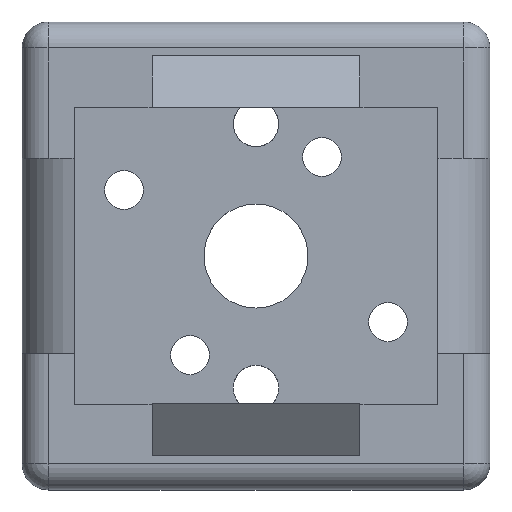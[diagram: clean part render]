
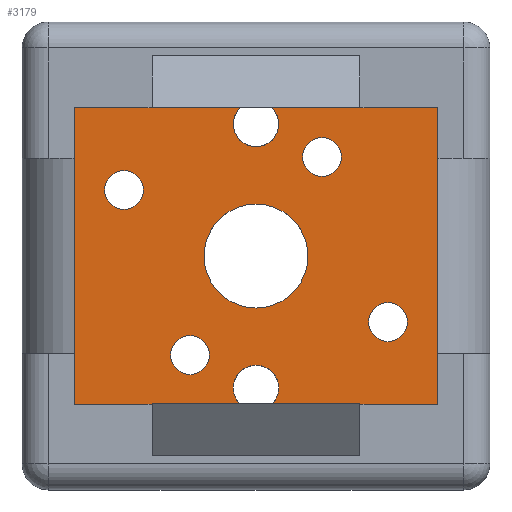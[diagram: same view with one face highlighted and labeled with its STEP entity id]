
A CAD part, top view. The second image highlights one B-rep face of the part: STEP entity #3179.
In plain terms, the highlighted planar face has unit normal (0, 0, 1).
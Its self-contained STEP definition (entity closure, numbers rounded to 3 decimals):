
#2942=CARTESIAN_POINT('',(-0.,11.5,2.));
#2943=DIRECTION('',(-0.,-0.,1.));
#2944=DIRECTION('',(0.,1.,0.));
#2945=AXIS2_PLACEMENT_3D('',#2942,#2943,#2944);
#2946=PLANE('',#2945);
#2947=CARTESIAN_POINT('',(-5.08,3.29,2.));
#2948=VERTEX_POINT('',#2947);
#2949=CARTESIAN_POINT('',(-5.08,1.79,2.));
#2950=VERTEX_POINT('',#2949);
#2951=CARTESIAN_POINT('',(-5.08,2.54,2.));
#2952=DIRECTION('',(-0.,-0.,1.));
#2953=DIRECTION('',(0.,-1.,-0.));
#2954=AXIS2_PLACEMENT_3D('',#2951,#2952,#2953);
#2955=CIRCLE('',#2954,0.75);
#2956=EDGE_CURVE('',#2948,#2950,#2955,.T.);
#2957=ORIENTED_EDGE('',*,*,#2956,.F.);
#2958=CARTESIAN_POINT('',(-5.08,2.54,2.));
#2959=DIRECTION('',(-0.,-0.,1.));
#2960=DIRECTION('',(0.,-1.,-0.));
#2961=AXIS2_PLACEMENT_3D('',#2958,#2959,#2960);
#2962=CIRCLE('',#2961,0.75);
#2963=EDGE_CURVE('',#2950,#2948,#2962,.T.);
#2964=ORIENTED_EDGE('',*,*,#2963,.F.);
#2965=EDGE_LOOP('',(#2957,#2964));
#2966=FACE_BOUND('',#2965,.T.);
#2967=CARTESIAN_POINT('',(-0.617,5.7,2.));
#2968=VERTEX_POINT('',#2967);
#2969=CARTESIAN_POINT('',(0.617,5.7,2.));
#2970=VERTEX_POINT('',#2969);
#2971=CARTESIAN_POINT('',(-0.,5.08,2.));
#2972=DIRECTION('',(-0.,-0.,1.));
#2973=DIRECTION('',(0.,-1.,-0.));
#2974=AXIS2_PLACEMENT_3D('',#2971,#2972,#2973);
#2975=CIRCLE('',#2974,0.875);
#2976=EDGE_CURVE('',#2968,#2970,#2975,.T.);
#2977=ORIENTED_EDGE('',*,*,#2976,.F.);
#2978=CARTESIAN_POINT('',(-3.5,5.7,2.));
#2979=VERTEX_POINT('',#2978);
#2980=CARTESIAN_POINT('',(-3.5,5.7,2.));
#2981=DIRECTION('',(1.,-0.,0.));
#2982=VECTOR('',#2981,2.883);
#2983=LINE('',#2980,#2982);
#2984=EDGE_CURVE('',#2979,#2968,#2983,.T.);
#2985=ORIENTED_EDGE('',*,*,#2984,.F.);
#2986=CARTESIAN_POINT('',(-4.625,5.7,2.));
#2987=VERTEX_POINT('',#2986);
#2988=CARTESIAN_POINT('',(-4.625,5.7,2.));
#2989=DIRECTION('',(1.,-0.,0.));
#2990=VECTOR('',#2989,1.125);
#2991=LINE('',#2988,#2990);
#2992=EDGE_CURVE('',#2987,#2979,#2991,.T.);
#2993=ORIENTED_EDGE('',*,*,#2992,.F.);
#2994=CARTESIAN_POINT('',(-7.,5.7,2.));
#2995=VERTEX_POINT('',#2994);
#2996=CARTESIAN_POINT('',(-7.,5.7,2.));
#2997=DIRECTION('',(1.,-0.,0.));
#2998=VECTOR('',#2997,2.375);
#2999=LINE('',#2996,#2998);
#3000=EDGE_CURVE('',#2995,#2987,#2999,.T.);
#3001=ORIENTED_EDGE('',*,*,#3000,.F.);
#3002=CARTESIAN_POINT('',(-7.,-5.7,2.));
#3003=VERTEX_POINT('',#3002);
#3004=CARTESIAN_POINT('',(-7.,-5.7,2.));
#3005=DIRECTION('',(0.,1.,0.));
#3006=VECTOR('',#3005,11.4);
#3007=LINE('',#3004,#3006);
#3008=EDGE_CURVE('',#3003,#2995,#3007,.T.);
#3009=ORIENTED_EDGE('',*,*,#3008,.F.);
#3010=CARTESIAN_POINT('',(-4.625,-5.7,2.));
#3011=VERTEX_POINT('',#3010);
#3012=CARTESIAN_POINT('',(-4.625,-5.7,2.));
#3013=DIRECTION('',(-1.,-0.,-0.));
#3014=VECTOR('',#3013,2.375);
#3015=LINE('',#3012,#3014);
#3016=EDGE_CURVE('',#3011,#3003,#3015,.T.);
#3017=ORIENTED_EDGE('',*,*,#3016,.F.);
#3018=CARTESIAN_POINT('',(-3.5,-5.7,2.));
#3019=VERTEX_POINT('',#3018);
#3020=CARTESIAN_POINT('',(-3.5,-5.7,2.));
#3021=DIRECTION('',(-1.,-0.,-0.));
#3022=VECTOR('',#3021,1.125);
#3023=LINE('',#3020,#3022);
#3024=EDGE_CURVE('',#3019,#3011,#3023,.T.);
#3025=ORIENTED_EDGE('',*,*,#3024,.F.);
#3026=CARTESIAN_POINT('',(-0.617,-5.7,2.));
#3027=VERTEX_POINT('',#3026);
#3028=CARTESIAN_POINT('',(-0.617,-5.7,2.));
#3029=DIRECTION('',(-1.,-0.,-0.));
#3030=VECTOR('',#3029,2.883);
#3031=LINE('',#3028,#3030);
#3032=EDGE_CURVE('',#3027,#3019,#3031,.T.);
#3033=ORIENTED_EDGE('',*,*,#3032,.F.);
#3034=CARTESIAN_POINT('',(-0.,-4.205,2.));
#3035=VERTEX_POINT('',#3034);
#3036=CARTESIAN_POINT('',(-0.,-5.08,2.));
#3037=DIRECTION('',(-0.,-0.,1.));
#3038=DIRECTION('',(0.,-1.,-0.));
#3039=AXIS2_PLACEMENT_3D('',#3036,#3037,#3038);
#3040=CIRCLE('',#3039,0.875);
#3041=EDGE_CURVE('',#3035,#3027,#3040,.T.);
#3042=ORIENTED_EDGE('',*,*,#3041,.F.);
#3043=CARTESIAN_POINT('',(0.617,-5.7,2.));
#3044=VERTEX_POINT('',#3043);
#3045=CARTESIAN_POINT('',(-0.,-5.08,2.));
#3046=DIRECTION('',(-0.,-0.,1.));
#3047=DIRECTION('',(0.,-1.,-0.));
#3048=AXIS2_PLACEMENT_3D('',#3045,#3046,#3047);
#3049=CIRCLE('',#3048,0.875);
#3050=EDGE_CURVE('',#3044,#3035,#3049,.T.);
#3051=ORIENTED_EDGE('',*,*,#3050,.F.);
#3052=CARTESIAN_POINT('',(3.5,-5.7,2.));
#3053=VERTEX_POINT('',#3052);
#3054=CARTESIAN_POINT('',(3.5,-5.7,2.));
#3055=DIRECTION('',(-1.,-0.,-0.));
#3056=VECTOR('',#3055,2.883);
#3057=LINE('',#3054,#3056);
#3058=EDGE_CURVE('',#3053,#3044,#3057,.T.);
#3059=ORIENTED_EDGE('',*,*,#3058,.F.);
#3060=CARTESIAN_POINT('',(4.625,-5.7,2.));
#3061=VERTEX_POINT('',#3060);
#3062=CARTESIAN_POINT('',(4.625,-5.7,2.));
#3063=DIRECTION('',(-1.,-0.,-0.));
#3064=VECTOR('',#3063,1.125);
#3065=LINE('',#3062,#3064);
#3066=EDGE_CURVE('',#3061,#3053,#3065,.T.);
#3067=ORIENTED_EDGE('',*,*,#3066,.F.);
#3068=CARTESIAN_POINT('',(7.,-5.7,2.));
#3069=VERTEX_POINT('',#3068);
#3070=CARTESIAN_POINT('',(7.,-5.7,2.));
#3071=DIRECTION('',(-1.,-0.,-0.));
#3072=VECTOR('',#3071,2.375);
#3073=LINE('',#3070,#3072);
#3074=EDGE_CURVE('',#3069,#3061,#3073,.T.);
#3075=ORIENTED_EDGE('',*,*,#3074,.F.);
#3076=CARTESIAN_POINT('',(7.,5.7,2.));
#3077=VERTEX_POINT('',#3076);
#3078=CARTESIAN_POINT('',(7.,5.7,2.));
#3079=DIRECTION('',(-0.,-1.,-0.));
#3080=VECTOR('',#3079,11.4);
#3081=LINE('',#3078,#3080);
#3082=EDGE_CURVE('',#3077,#3069,#3081,.T.);
#3083=ORIENTED_EDGE('',*,*,#3082,.F.);
#3084=CARTESIAN_POINT('',(4.625,5.7,2.));
#3085=VERTEX_POINT('',#3084);
#3086=CARTESIAN_POINT('',(4.625,5.7,2.));
#3087=DIRECTION('',(1.,-0.,0.));
#3088=VECTOR('',#3087,2.375);
#3089=LINE('',#3086,#3088);
#3090=EDGE_CURVE('',#3085,#3077,#3089,.T.);
#3091=ORIENTED_EDGE('',*,*,#3090,.F.);
#3092=CARTESIAN_POINT('',(3.5,5.7,2.));
#3093=VERTEX_POINT('',#3092);
#3094=CARTESIAN_POINT('',(3.5,5.7,2.));
#3095=DIRECTION('',(1.,-0.,0.));
#3096=VECTOR('',#3095,1.125);
#3097=LINE('',#3094,#3096);
#3098=EDGE_CURVE('',#3093,#3085,#3097,.T.);
#3099=ORIENTED_EDGE('',*,*,#3098,.F.);
#3100=CARTESIAN_POINT('',(0.617,5.7,2.));
#3101=DIRECTION('',(1.,-0.,0.));
#3102=VECTOR('',#3101,2.883);
#3103=LINE('',#3100,#3102);
#3104=EDGE_CURVE('',#2970,#3093,#3103,.T.);
#3105=ORIENTED_EDGE('',*,*,#3104,.F.);
#3106=EDGE_LOOP('',(#2977,#2985,#2993,#3001,#3009,#3017,#3025,#3033,#3042,#3051,#3059,#3067,#3075,#3083,#3091,#3099,#3105));
#3107=FACE_BOUND('',#3106,.T.);
#3108=CARTESIAN_POINT('',(5.08,-1.79,2.));
#3109=VERTEX_POINT('',#3108);
#3110=CARTESIAN_POINT('',(5.08,-3.29,2.));
#3111=VERTEX_POINT('',#3110);
#3112=CARTESIAN_POINT('',(5.08,-2.54,2.));
#3113=DIRECTION('',(-0.,-0.,1.));
#3114=DIRECTION('',(0.,-1.,-0.));
#3115=AXIS2_PLACEMENT_3D('',#3112,#3113,#3114);
#3116=CIRCLE('',#3115,0.75);
#3117=EDGE_CURVE('',#3109,#3111,#3116,.T.);
#3118=ORIENTED_EDGE('',*,*,#3117,.F.);
#3119=CARTESIAN_POINT('',(5.08,-2.54,2.));
#3120=DIRECTION('',(-0.,-0.,1.));
#3121=DIRECTION('',(0.,-1.,-0.));
#3122=AXIS2_PLACEMENT_3D('',#3119,#3120,#3121);
#3123=CIRCLE('',#3122,0.75);
#3124=EDGE_CURVE('',#3111,#3109,#3123,.T.);
#3125=ORIENTED_EDGE('',*,*,#3124,.F.);
#3126=EDGE_LOOP('',(#3118,#3125));
#3127=FACE_BOUND('',#3126,.T.);
#3128=CARTESIAN_POINT('',(-2.54,-3.06,2.));
#3129=VERTEX_POINT('',#3128);
#3130=CARTESIAN_POINT('',(-2.54,-4.56,2.));
#3131=VERTEX_POINT('',#3130);
#3132=CARTESIAN_POINT('',(-2.54,-3.81,2.));
#3133=DIRECTION('',(-0.,-0.,1.));
#3134=DIRECTION('',(0.,-1.,-0.));
#3135=AXIS2_PLACEMENT_3D('',#3132,#3133,#3134);
#3136=CIRCLE('',#3135,0.75);
#3137=EDGE_CURVE('',#3129,#3131,#3136,.T.);
#3138=ORIENTED_EDGE('',*,*,#3137,.F.);
#3139=CARTESIAN_POINT('',(-2.54,-3.81,2.));
#3140=DIRECTION('',(-0.,-0.,1.));
#3141=DIRECTION('',(0.,-1.,-0.));
#3142=AXIS2_PLACEMENT_3D('',#3139,#3140,#3141);
#3143=CIRCLE('',#3142,0.75);
#3144=EDGE_CURVE('',#3131,#3129,#3143,.T.);
#3145=ORIENTED_EDGE('',*,*,#3144,.F.);
#3146=EDGE_LOOP('',(#3138,#3145));
#3147=FACE_BOUND('',#3146,.T.);
#3148=CARTESIAN_POINT('',(2.54,4.56,2.));
#3149=VERTEX_POINT('',#3148);
#3150=CARTESIAN_POINT('',(2.54,3.06,2.));
#3151=VERTEX_POINT('',#3150);
#3152=CARTESIAN_POINT('',(2.54,3.81,2.));
#3153=DIRECTION('',(-0.,-0.,1.));
#3154=DIRECTION('',(0.,-1.,-0.));
#3155=AXIS2_PLACEMENT_3D('',#3152,#3153,#3154);
#3156=CIRCLE('',#3155,0.75);
#3157=EDGE_CURVE('',#3149,#3151,#3156,.T.);
#3158=ORIENTED_EDGE('',*,*,#3157,.F.);
#3159=CARTESIAN_POINT('',(2.54,3.81,2.));
#3160=DIRECTION('',(-0.,-0.,1.));
#3161=DIRECTION('',(0.,-1.,-0.));
#3162=AXIS2_PLACEMENT_3D('',#3159,#3160,#3161);
#3163=CIRCLE('',#3162,0.75);
#3164=EDGE_CURVE('',#3151,#3149,#3163,.T.);
#3165=ORIENTED_EDGE('',*,*,#3164,.F.);
#3166=EDGE_LOOP('',(#3158,#3165));
#3167=FACE_BOUND('',#3166,.T.);
#3168=CARTESIAN_POINT('',(-0.,-2.,2.));
#3169=VERTEX_POINT('',#3168);
#3170=CARTESIAN_POINT('',(-0.,-0.,2.));
#3171=DIRECTION('',(-0.,-0.,1.));
#3172=DIRECTION('',(0.,-1.,-0.));
#3173=AXIS2_PLACEMENT_3D('',#3170,#3171,#3172);
#3174=CIRCLE('',#3173,2.);
#3175=EDGE_CURVE('',#3169,#3169,#3174,.T.);
#3176=ORIENTED_EDGE('',*,*,#3175,.F.);
#3177=EDGE_LOOP('',(#3176));
#3178=FACE_BOUND('',#3177,.T.);
#3179=ADVANCED_FACE('',(#2966,#3107,#3127,#3147,#3167,#3178),#2946,.T.);
